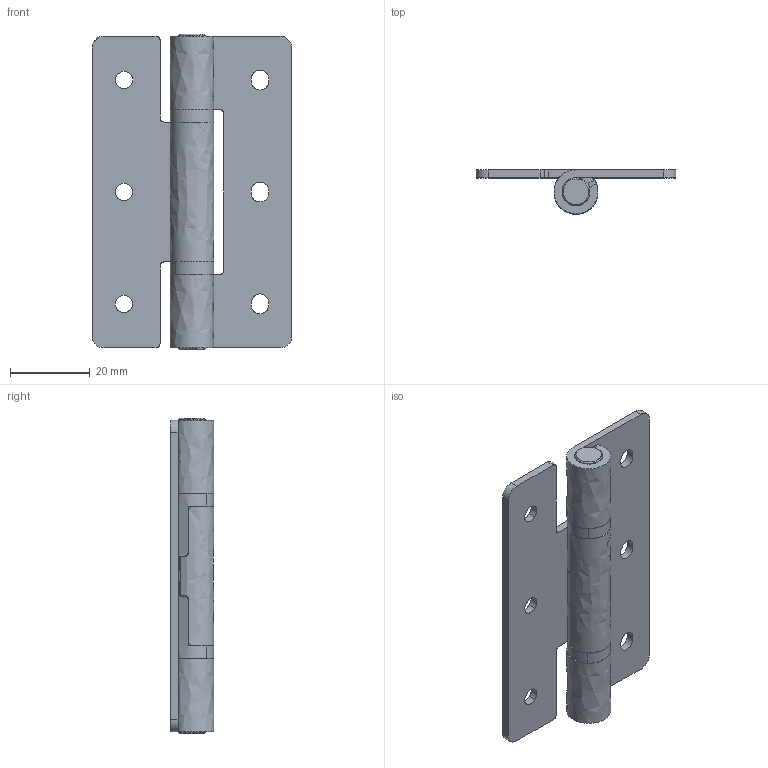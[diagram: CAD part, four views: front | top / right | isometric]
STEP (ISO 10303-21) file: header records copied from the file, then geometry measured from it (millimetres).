
FILE_DESCRIPTION((''),'2;1');
FILE_NAME('','2012-08-22T10:04:32',(''),(''),'','CADfix','');
FILE_SCHEMA(('AUTOMOTIVE_DESIGN { 1 0 10303 214 1 1 1 1 }'));
Length unit declared in the file: millimetre
Bounding box: 50 x 11 x 79 mm (x, y, z)
Volume: 12677.6 mm3; surface area: 14434.3 mm2
Topology: 6 solids, 6 shells, 116 faces, 434 edges, 332 vertices
Faces by surface type: bspline 116
Entity records: 6452 total; most frequent: CARTESIAN_POINT 3853, ORIENTED_EDGE 868, EDGE_CURVE 434, VERTEX_POINT 332, B_SPLINE_CURVE_WITH_KNOTS 276, QUASI_UNIFORM_CURVE 158, EDGE_LOOP 134, FACE_OUTER_BOUND 116
